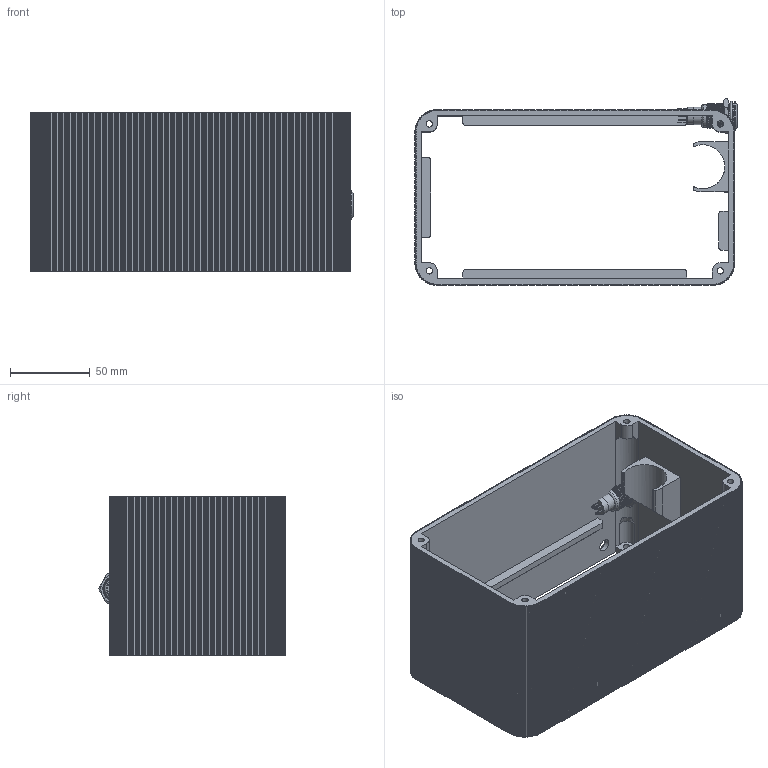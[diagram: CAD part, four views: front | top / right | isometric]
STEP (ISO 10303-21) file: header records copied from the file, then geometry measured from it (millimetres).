
FILE_DESCRIPTION(/* description */ (''),/* implementation_level */ '2;1');
FILE_NAME(/* name */ 'Motiv_Middle_Green.step',/* time_stamp */ '2024-01-19T11:36:23+01:00',/* author */ (''),/* organization */ (''),/* preprocessor_version */ 'ST-DEVELOPER v20',/* originating_system */ 'Autodesk Translation Framework v12.14.0.127',/* authorisation */ '');
FILE_SCHEMA (('AUTOMOTIVE_DESIGN { 1 0 10303 214 3 1 1 }'));
Products named in the file (6): MotivMiddle; Walls; Metal LED Illuminated Latching 16mm Power Push Button ON-OFF Switch 1
2V v1; Metal LED Illuminated Latching 16mm Power Push Button ON-OFF Switch 1
2V; Metal LED Illuminated Latching 16mm Power Push Button ON-OFF Switch 1
2V (1); Metal LED Illuminated Latching 16mm Power Push Button ON-OFF Switch 1
2V (2)
Assembly tree (5 placements, depth 4):
  MotivMiddle
    Walls
    Metal LED Illuminated Latching 16mm Power Push Button ON-OFF Switch 1
2V v1
      Metal LED Illuminated Latching 16mm Power Push Button ON-OFF Switch 1
2V
        Metal LED Illuminated Latching 16mm Power Push Button ON-OFF Switch 1
2V (1)
        Metal LED Illuminated Latching 16mm Power Push Button ON-OFF Switch 1
2V (2)
Bounding box: 201.5 x 116.97 x 100 mm (x, y, z)
Volume: 240422.8 mm3; surface area: 165488.9 mm2
Topology: 9 solids, 9 shells, 1684 faces, 5022 edges, 3362 vertices
Faces by surface type: cylinder 1077, plane 559, cone 24, torus 17, bspline 7
Full cylindrical faces by diameter (mm): 4 x4, 4.5 x4, 7.8 x1, 10.65 x1, 10.8 x1, 11.5 x1, 11.8 x1, 12 x1, 14.3 x1, 15 x1, 15.8 x16, 16.3 x1, 17.8 x1
Entity records: 63585 total; most frequent: CARTESIAN_POINT 16377, DIRECTION 10283, ORIENTED_EDGE 10044, EDGE_CURVE 5022, AXIS2_PLACEMENT_3D 3843, VERTEX_POINT 3362, LINE 2597, VECTOR 2597
